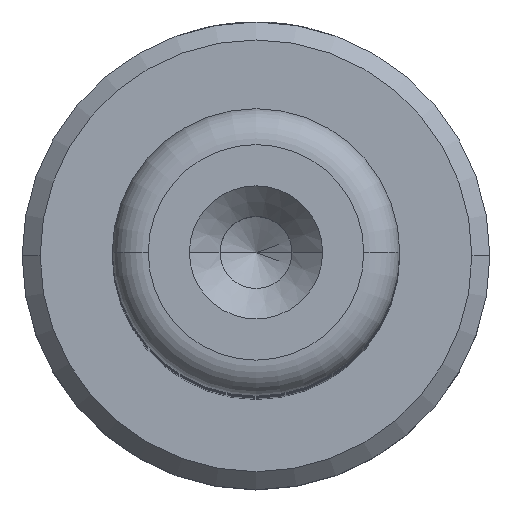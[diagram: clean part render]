
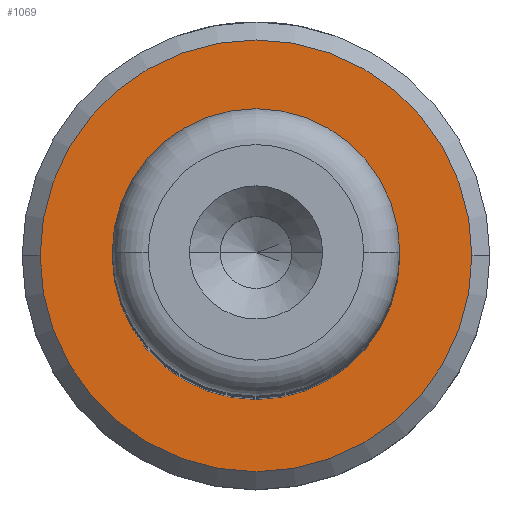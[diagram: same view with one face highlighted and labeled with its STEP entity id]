
A CAD part, top view. The second image highlights one B-rep face of the part: STEP entity #1069.
In plain terms, the highlighted planar face has unit normal (0, 0, 1).
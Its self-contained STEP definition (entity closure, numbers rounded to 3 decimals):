
#21 = CIRCLE ( 'NONE', #2590, 6. ) ;
#38 = FACE_BOUND ( 'NONE', #2394, .T. ) ;
#40 = VERTEX_POINT ( 'NONE', #608 ) ;
#176 = EDGE_CURVE ( 'NONE', #40, #2053, #21, .T. ) ;
#190 = CARTESIAN_POINT ( 'NONE',  ( 3.6, 0., 13. ) ) ;
#219 = ORIENTED_EDGE ( 'NONE', *, *, #2569, .T. ) ;
#539 = FACE_OUTER_BOUND ( 'NONE', #1455, .T. ) ;
#602 = CARTESIAN_POINT ( 'NONE',  ( 0., 0., 13. ) ) ;
#608 = CARTESIAN_POINT ( 'NONE',  ( -6., 0., 13. ) ) ;
#649 = DIRECTION ( 'NONE',  ( 1., 0., 0. ) ) ;
#678 = VERTEX_POINT ( 'NONE', #190 ) ;
#733 = VERTEX_POINT ( 'NONE', #2069 ) ;
#734 = DIRECTION ( 'NONE',  ( 0., 0., -1. ) ) ;
#764 = CARTESIAN_POINT ( 'NONE',  ( 0., 0., 13. ) ) ;
#814 = DIRECTION ( 'NONE',  ( -1., 0., 0. ) ) ;
#910 = AXIS2_PLACEMENT_3D ( 'NONE', #1967, #734, #2168 ) ;
#974 = DIRECTION ( 'NONE',  ( 1., 0., 0. ) ) ;
#1036 = ORIENTED_EDGE ( 'NONE', *, *, #1543, .T. ) ;
#1066 = ORIENTED_EDGE ( 'NONE', *, *, #1620, .T. ) ;
#1069 = ADVANCED_FACE ( 'NONE', ( #539, #38 ), #1472, .T. ) ;
#1240 = CIRCLE ( 'NONE', #1589, 6. ) ;
#1329 = DIRECTION ( 'NONE',  ( 1., 0., 0. ) ) ;
#1424 = CARTESIAN_POINT ( 'NONE',  ( 6., 0., 13. ) ) ;
#1439 = CIRCLE ( 'NONE', #910, 3.6 ) ;
#1455 = EDGE_LOOP ( 'NONE', ( #1539, #1066 ) ) ;
#1472 = PLANE ( 'NONE',  #1944 ) ;
#1539 = ORIENTED_EDGE ( 'NONE', *, *, #176, .T. ) ;
#1543 = EDGE_CURVE ( 'NONE', #678, #733, #1439, .T. ) ;
#1589 = AXIS2_PLACEMENT_3D ( 'NONE', #764, #2192, #974 ) ;
#1613 = AXIS2_PLACEMENT_3D ( 'NONE', #602, #2035, #814 ) ;
#1620 = EDGE_CURVE ( 'NONE', #2053, #40, #1240, .T. ) ;
#1667 = CARTESIAN_POINT ( 'NONE',  ( 0., 0., 13. ) ) ;
#1726 = DIRECTION ( 'NONE',  ( 0., 0., 1. ) ) ;
#1741 = CARTESIAN_POINT ( 'NONE',  ( 0., 0., 13. ) ) ;
#1944 = AXIS2_PLACEMENT_3D ( 'NONE', #1667, #2271, #649 ) ;
#1967 = CARTESIAN_POINT ( 'NONE',  ( 0., 0., 13. ) ) ;
#2035 = DIRECTION ( 'NONE',  ( 0., 0., -1. ) ) ;
#2053 = VERTEX_POINT ( 'NONE', #1424 ) ;
#2069 = CARTESIAN_POINT ( 'NONE',  ( -3.6, 0., 13. ) ) ;
#2168 = DIRECTION ( 'NONE',  ( -1., 0., 0. ) ) ;
#2192 = DIRECTION ( 'NONE',  ( 0., 0., 1. ) ) ;
#2271 = DIRECTION ( 'NONE',  ( 0., 0., 1. ) ) ;
#2351 = CIRCLE ( 'NONE', #1613, 3.6 ) ;
#2394 = EDGE_LOOP ( 'NONE', ( #219, #1036 ) ) ;
#2569 = EDGE_CURVE ( 'NONE', #733, #678, #2351, .T. ) ;
#2590 = AXIS2_PLACEMENT_3D ( 'NONE', #1741, #1726, #1329 ) ;
